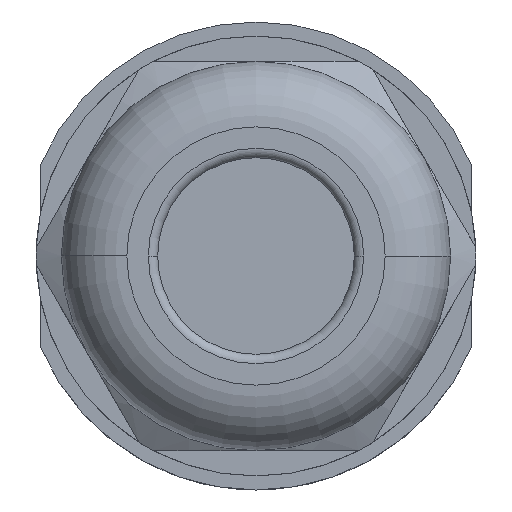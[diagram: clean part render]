
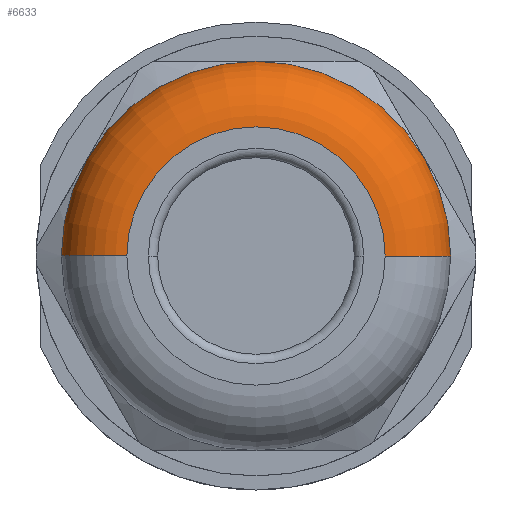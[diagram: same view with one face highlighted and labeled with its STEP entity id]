
A CAD part, front view. The second image highlights one B-rep face of the part: STEP entity #6633.
In plain terms, the highlighted toroidal (fillet/blend) face has major radius 6.9 mm and minor radius 3.5 mm.
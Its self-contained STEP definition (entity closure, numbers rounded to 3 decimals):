
#1911=CARTESIAN_POINT('',(0.,-31.7,0.));
#1912=DIRECTION('',(0.,-1.,0.));
#1913=DIRECTION('',(1.,0.,0.));
#1914=AXIS2_PLACEMENT_3D('',#1911,#1912,#1913);
#1920=CARTESIAN_POINT('',(6.9,-31.7,0.));
#1921=DIRECTION('',(0.,0.,-1.));
#1922=DIRECTION('',(1.,0.,0.));
#1923=AXIS2_PLACEMENT_3D('',#1920,#1921,#1922);
#1925=CARTESIAN_POINT('',(0.,-35.2,0.));
#1926=DIRECTION('',(0.,-1.,0.));
#1927=DIRECTION('',(1.,0.,0.));
#1928=AXIS2_PLACEMENT_3D('',#1925,#1926,#1927);
#1930=CARTESIAN_POINT('',(-6.9,-31.7,0.));
#1931=DIRECTION('',(0.,0.,-1.));
#1932=DIRECTION('',(0.,-1.,0.));
#1933=AXIS2_PLACEMENT_3D('',#1930,#1931,#1932);
#4040=CARTESIAN_POINT('',(10.4,-31.7,0.));
#4041=VERTEX_POINT('',#4040);
#4042=CARTESIAN_POINT('',(-10.4,-31.7,0.));
#4043=VERTEX_POINT('',#4042);
#4044=CARTESIAN_POINT('',(-6.9,-35.2,0.));
#4045=VERTEX_POINT('',#4044);
#4046=CARTESIAN_POINT('',(6.9,-35.2,0.));
#4047=VERTEX_POINT('',#4046);
#6619=CARTESIAN_POINT('',(0.,-31.7,0.));
#6620=DIRECTION('',(0.,-1.,0.));
#6621=DIRECTION('',(-1.,0.,-0.005));
#6622=AXIS2_PLACEMENT_3D('',#6619,#6620,#6621);
#6623=TOROIDAL_SURFACE('',#6622,6.9,3.5);
#6624=ORIENTED_EDGE('',*,*,#6608,.F.);
#6626=ORIENTED_EDGE('',*,*,#6625,.T.);
#6628=ORIENTED_EDGE('',*,*,#6627,.T.);
#6630=ORIENTED_EDGE('',*,*,#6629,.T.);
#6631=EDGE_LOOP('',(#6624,#6626,#6628,#6630));
#6632=FACE_OUTER_BOUND('',#6631,.F.);
#1915=CIRCLE('',#1914,10.4);
#1924=CIRCLE('',#1923,3.5);
#1929=CIRCLE('',#1928,6.9);
#1934=CIRCLE('',#1933,3.5);
#6608=EDGE_CURVE('',#4041,#4043,#1915,.T.);
#6625=EDGE_CURVE('',#4041,#4047,#1924,.T.);
#6627=EDGE_CURVE('',#4047,#4045,#1929,.T.);
#6629=EDGE_CURVE('',#4045,#4043,#1934,.T.);
#6633=ADVANCED_FACE('',(#6632),#6623,.T.);
